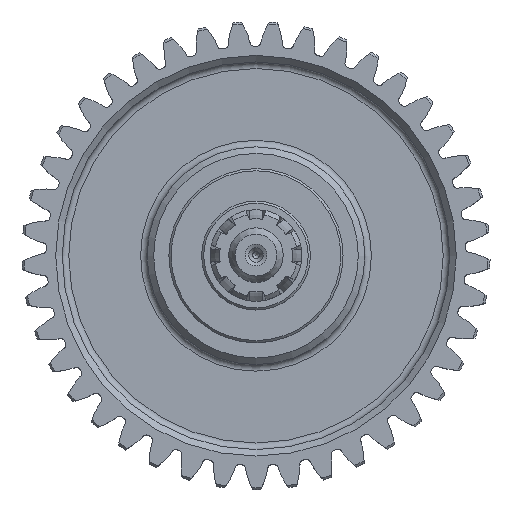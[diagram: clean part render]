
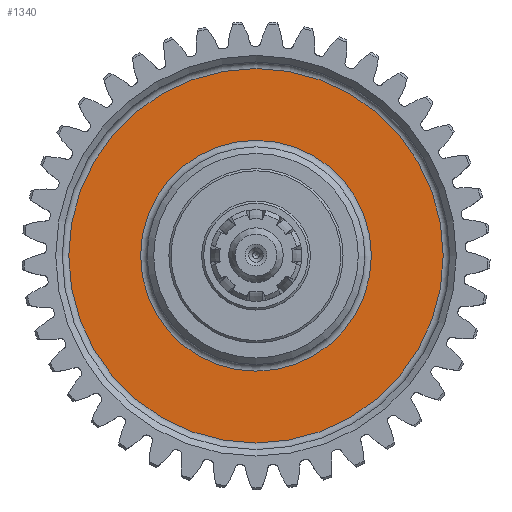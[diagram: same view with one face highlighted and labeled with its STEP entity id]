
A CAD part, top view. The second image highlights one B-rep face of the part: STEP entity #1340.
In plain terms, the highlighted planar face has unit normal (0, 0, 1).
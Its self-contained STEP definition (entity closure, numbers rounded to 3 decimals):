
#1340=ADVANCED_FACE('',(#8316,#8318),#8320,.T.);
#8316=FACE_BOUND('',#8317,.T.);
#8317=EDGE_LOOP('',(#13646));
#8318=FACE_BOUND('',#8319,.T.);
#8319=EDGE_LOOP('',(#13647));
#8320=PLANE('',#8321);
#8321=AXIS2_PLACEMENT_3D('',#8322,#8323,#8324);
#8322=CARTESIAN_POINT('',(0.,0.,25.999));
#8323=DIRECTION('',(0.,0.,1.));
#8324=DIRECTION('',(0.,-1.,0.));
#13646=ORIENTED_EDGE('',*,*,#17830,.T.);
#13647=ORIENTED_EDGE('',*,*,#17829,.F.);
#17829=EDGE_CURVE('',#20302,#20302,#20303,.T.);
#17830=EDGE_CURVE('',#20304,#20304,#20305,.T.);
#20302=VERTEX_POINT('',#25889);
#20303=CIRCLE('',#25890,53.);
#20304=VERTEX_POINT('',#25894);
#20305=CIRCLE('',#25895,86.);
#25889=CARTESIAN_POINT('',(0.,-53.,25.999));
#25890=AXIS2_PLACEMENT_3D('',#25891,#25892,#25893);
#25891=CARTESIAN_POINT('',(0.,0.,25.999));
#25892=DIRECTION('',(0.,0.,1.));
#25893=DIRECTION('',(0.,-1.,0.));
#25894=CARTESIAN_POINT('',(0.,-86.,25.999));
#25895=AXIS2_PLACEMENT_3D('',#25896,#25897,#25898);
#25896=CARTESIAN_POINT('',(0.,0.,25.999));
#25897=DIRECTION('',(0.,0.,1.));
#25898=DIRECTION('',(0.,-1.,0.));
